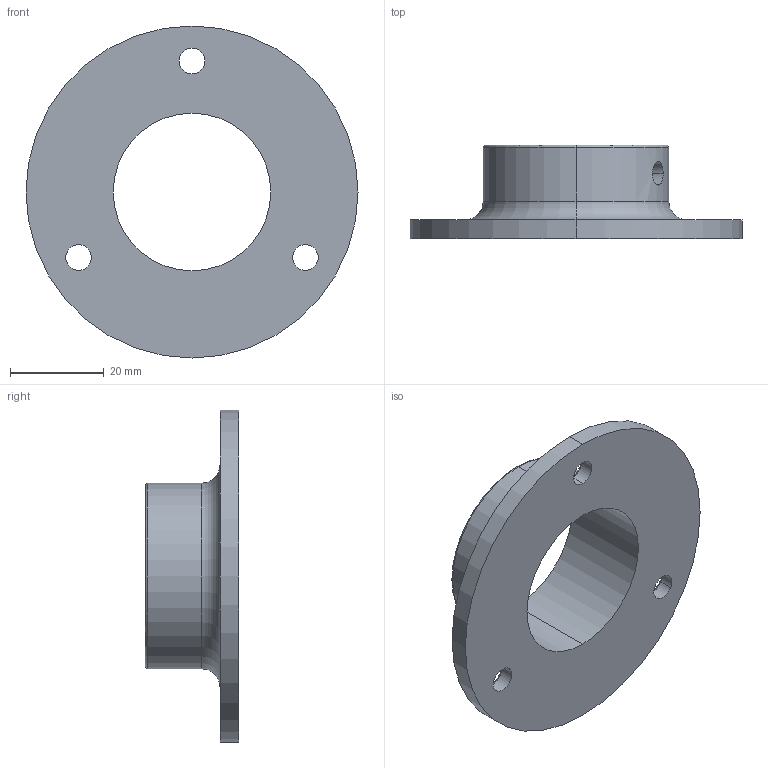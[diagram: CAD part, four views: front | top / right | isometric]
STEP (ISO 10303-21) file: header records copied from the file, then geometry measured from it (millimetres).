
FILE_DESCRIPTION (( 'STEP AP203' ), '1' );
FILE_NAME ('3D_GB3044_33.7_188701250.STEP', '2024-10-08T05:42:02', ( '' ), ( '' ), 'SwSTEP 2.0', 'SolidWorks 2024', '' );
FILE_SCHEMA (( 'CONFIG_CONTROL_DESIGN' ));
Length unit declared in the file: millimetre
Products named in the file (1): 3D_GB3044_33.7_188701250
Bounding box: 71 x 20 x 71 mm (x, y, z)
Volume: 17870.8 mm3; surface area: 10952.1 mm2
Topology: 1 solids, 1 shells, 27 faces, 66 edges, 42 vertices
Faces by surface type: cylinder 14, cone 6, torus 4, plane 3
Entity records: 1029 total; most frequent: CARTESIAN_POINT 262, DIRECTION 160, ORIENTED_EDGE 132, AXIS2_PLACEMENT_3D 70, EDGE_CURVE 66, CIRCLE 42, VERTEX_POINT 42, EDGE_LOOP 38
